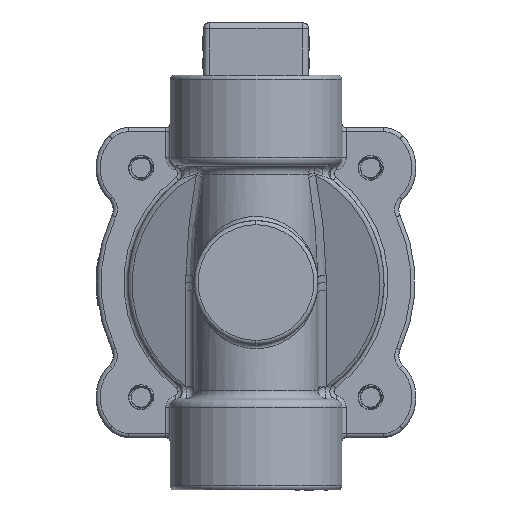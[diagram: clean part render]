
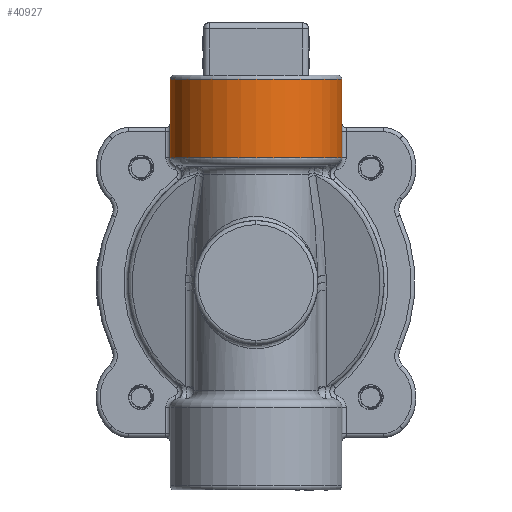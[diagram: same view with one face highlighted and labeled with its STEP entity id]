
A CAD part, front view. The second image highlights one B-rep face of the part: STEP entity #40927.
In plain terms, the highlighted cylindrical face has radius 20.8 mm (diameter 41.6 mm), a partial arc.
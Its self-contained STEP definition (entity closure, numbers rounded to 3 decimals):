
#7129 = DIRECTION ( 'NONE',  ( 0., 0., 1. ) ) ;
#15312 = CYLINDRICAL_SURFACE ( 'NONE', #85110, 20.8 ) ;
#16827 = EDGE_CURVE ( 'NONE', #118148, #136260, #117612, .T. ) ;
#20043 = EDGE_LOOP ( 'NONE', ( #96878, #44625, #36300, #81389 ) ) ;
#20063 = VERTEX_POINT ( 'NONE', #77986 ) ;
#32458 = VECTOR ( 'NONE', #101484, 1000. ) ;
#32678 = VERTEX_POINT ( 'NONE', #56233 ) ;
#34992 = EDGE_CURVE ( 'NONE', #118148, #32678, #125856, .T. ) ;
#36300 = ORIENTED_EDGE ( 'NONE', *, *, #53141, .T. ) ;
#36394 = DIRECTION ( 'NONE',  ( 0., 0., 1. ) ) ;
#40927 = ADVANCED_FACE ( 'NONE', ( #82056 ), #15312, .T. ) ;
#43569 = DIRECTION ( 'NONE',  ( 0., 0., 1. ) ) ;
#44625 = ORIENTED_EDGE ( 'NONE', *, *, #34992, .T. ) ;
#53141 = EDGE_CURVE ( 'NONE', #32678, #20063, #114056, .T. ) ;
#56233 = CARTESIAN_POINT ( 'NONE',  ( 20.8, 20.8, 30.2 ) ) ;
#56545 = CARTESIAN_POINT ( 'NONE',  ( 0., 20.8, 49.2 ) ) ;
#63155 = CARTESIAN_POINT ( 'NONE',  ( 0., 20.8, 28.2 ) ) ;
#65742 = AXIS2_PLACEMENT_3D ( 'NONE', #100316, #36394, #111053 ) ;
#67260 = DIRECTION ( 'NONE',  ( 1., 0., 0. ) ) ;
#71332 = EDGE_CURVE ( 'NONE', #20063, #136260, #107927, .T. ) ;
#77986 = CARTESIAN_POINT ( 'NONE',  ( 20.8, 20.8, 49.2 ) ) ;
#81389 = ORIENTED_EDGE ( 'NONE', *, *, #71332, .T. ) ;
#82056 = FACE_OUTER_BOUND ( 'NONE', #20043, .T. ) ;
#84109 = CARTESIAN_POINT ( 'NONE',  ( -20.8, 20.8, 30.2 ) ) ;
#85110 = AXIS2_PLACEMENT_3D ( 'NONE', #63155, #43569, #86468 ) ;
#85651 = VECTOR ( 'NONE', #7129, 1000. ) ;
#86468 = DIRECTION ( 'NONE',  ( 1., 0., 0. ) ) ;
#90304 = CARTESIAN_POINT ( 'NONE',  ( -20.8, 20.8, 28.2 ) ) ;
#92222 = CARTESIAN_POINT ( 'NONE',  ( -20.8, 20.8, 49.2 ) ) ;
#96878 = ORIENTED_EDGE ( 'NONE', *, *, #16827, .F. ) ;
#100316 = CARTESIAN_POINT ( 'NONE',  ( 0., 20.8, 30.2 ) ) ;
#101484 = DIRECTION ( 'NONE',  ( 0., 0., 1. ) ) ;
#107927 = CIRCLE ( 'NONE', #119197, 20.8 ) ;
#111053 = DIRECTION ( 'NONE',  ( 1., 0., 0. ) ) ;
#112136 = CARTESIAN_POINT ( 'NONE',  ( 20.8, 20.8, 28.2 ) ) ;
#114056 = LINE ( 'NONE', #112136, #85651 ) ;
#117612 = LINE ( 'NONE', #90304, #32458 ) ;
#118148 = VERTEX_POINT ( 'NONE', #84109 ) ;
#119197 = AXIS2_PLACEMENT_3D ( 'NONE', #56545, #131171, #67260 ) ;
#125856 = CIRCLE ( 'NONE', #65742, 20.8 ) ;
#131171 = DIRECTION ( 'NONE',  ( 0., 0., -1. ) ) ;
#136260 = VERTEX_POINT ( 'NONE', #92222 ) ;
